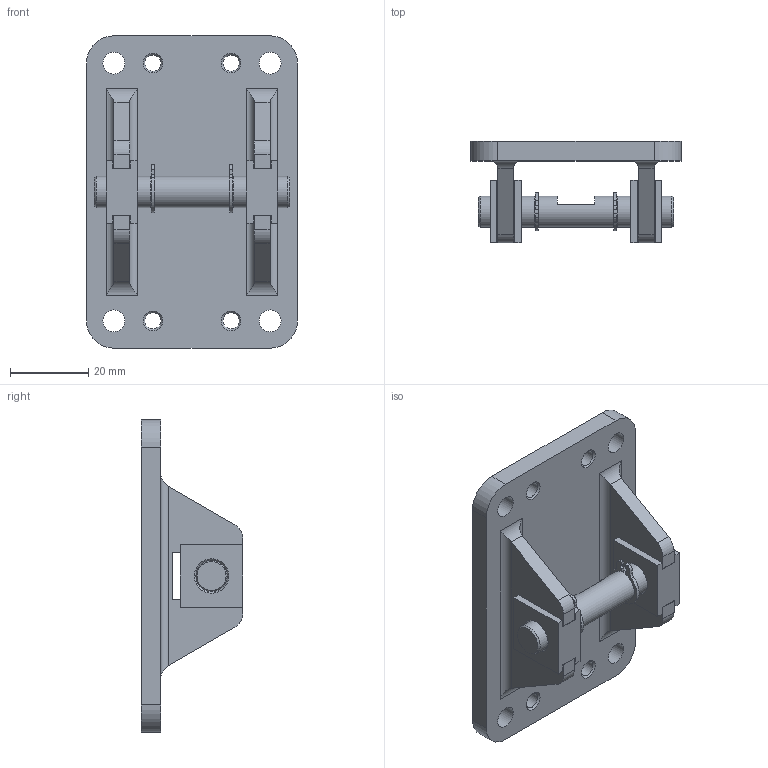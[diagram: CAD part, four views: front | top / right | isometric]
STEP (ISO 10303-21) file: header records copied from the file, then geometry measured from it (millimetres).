
FILE_DESCRIPTION(/* description */ ('STEP AP214'),/* implementation_level */ '2;1');
FILE_NAME(/* name */ '8001412_DARD-L1-32-S',/* time_stamp */ '2024-08-14T14:50:34+02:00',/* author */ ('License CC BY-ND 4.0'),/* organization */ ('CADENAS'),/* preprocessor_version */ 'ST-DEVELOPER v19.3',/* originating_system */ 'PARTsolutions',/* authorisation */ ' ');
FILE_SCHEMA (('AUTOMOTIVE_DESIGN {1 0 10303 214 3 1 1}'));
Length unit declared in the file: millimetre
Products named in the file (5): 8001412 DARD-L1-32-S; 334247 FKP-25/32; 225343 FKP-25/32; 1876063 DARD-L1-32-S; DIN471 - 8x0.8
Assembly tree (6 placements, depth 2):
  8001412 DARD-L1-32-S
    334247 FKP-25/32
    225343 FKP-25/32  x2
    1876063 DARD-L1-32-S
    DIN471 - 8x0.8  x2
Bounding box: 54 x 26 x 80 mm (x, y, z)
Volume: 29054.5 mm3; surface area: 16657 mm2
Topology: 6 solids, 6 shells, 151 faces, 371 edges, 240 vertices
Faces by surface type: plane 78, cylinder 55, cone 14, torus 4
Full cylindrical faces by diameter (mm): 4.134 x4, 5.6 x4, 7.6 x2, 8 x5
Entity records: 3443 total; most frequent: CARTESIAN_POINT 589, DIRECTION 586, ORIENTED_EDGE 508, EDGE_CURVE 254, AXIS2_PLACEMENT_3D 217, VERTEX_POINT 180, EDGE_LOOP 168, FACE_BOUND 168
